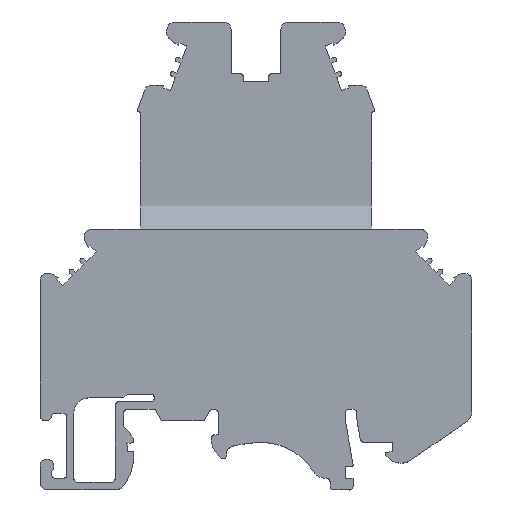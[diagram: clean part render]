
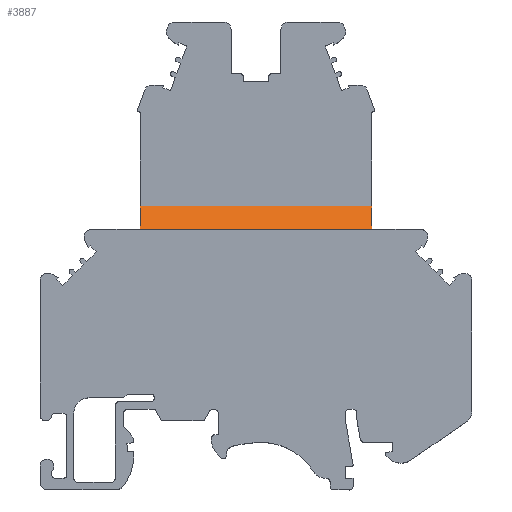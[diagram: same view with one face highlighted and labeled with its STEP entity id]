
A CAD part, top view. The second image highlights one B-rep face of the part: STEP entity #3887.
In plain terms, the highlighted planar face has unit normal (0, 0.64, 0.768).
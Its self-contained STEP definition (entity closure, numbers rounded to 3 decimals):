
#281=DIRECTION('',(0.,-0.768,0.64));
#282=VECTOR('',#281,3.905);
#283=CARTESIAN_POINT('',(-15.1,30.8,6.2));
#284=LINE('',#283,#282);
#369=DIRECTION('',(0.,-0.768,0.64));
#370=VECTOR('',#369,3.905);
#371=CARTESIAN_POINT('',(15.1,30.8,6.2));
#372=LINE('',#371,#370);
#405=DIRECTION('',(1.,0.,0.));
#406=VECTOR('',#405,30.2);
#407=CARTESIAN_POINT('',(-15.1,30.8,6.2));
#408=LINE('',#407,#406);
#462=DIRECTION('',(-1.,0.,0.));
#463=VECTOR('',#462,30.2);
#464=CARTESIAN_POINT('',(15.1,27.8,8.7));
#465=LINE('',#464,#463);
#2948=CARTESIAN_POINT('',(15.1,27.8,8.7));
#2949=CARTESIAN_POINT('',(-15.1,27.8,8.7));
#2950=VERTEX_POINT('',#2948);
#2951=VERTEX_POINT('',#2949);
#3070=CARTESIAN_POINT('',(-15.1,30.8,6.2));
#3071=VERTEX_POINT('',#3070);
#3278=CARTESIAN_POINT('',(15.1,30.8,6.2));
#3279=VERTEX_POINT('',#3278);
#3875=CARTESIAN_POINT('',(-28.15,30.8,6.2));
#3876=DIRECTION('',(0.,-0.64,-0.768));
#3877=DIRECTION('',(0.,-0.768,0.64));
#3878=AXIS2_PLACEMENT_3D('',#3875,#3876,#3877);
#3879=PLANE('',#3878);
#3881=ORIENTED_EDGE('',*,*,#3880,.T.);
#3882=ORIENTED_EDGE('',*,*,#3566,.F.);
#3883=ORIENTED_EDGE('',*,*,#3758,.T.);
#3884=ORIENTED_EDGE('',*,*,#3695,.T.);
#3885=EDGE_LOOP('',(#3881,#3882,#3883,#3884));
#3886=FACE_OUTER_BOUND('',#3885,.F.);
#3887=ADVANCED_FACE('',(#3886),#3879,.F.);
#3566=EDGE_CURVE('',#3071,#2951,#284,.T.);
#3695=EDGE_CURVE('',#3279,#2950,#372,.T.);
#3758=EDGE_CURVE('',#3071,#3279,#408,.T.);
#3880=EDGE_CURVE('',#2950,#2951,#465,.T.);
